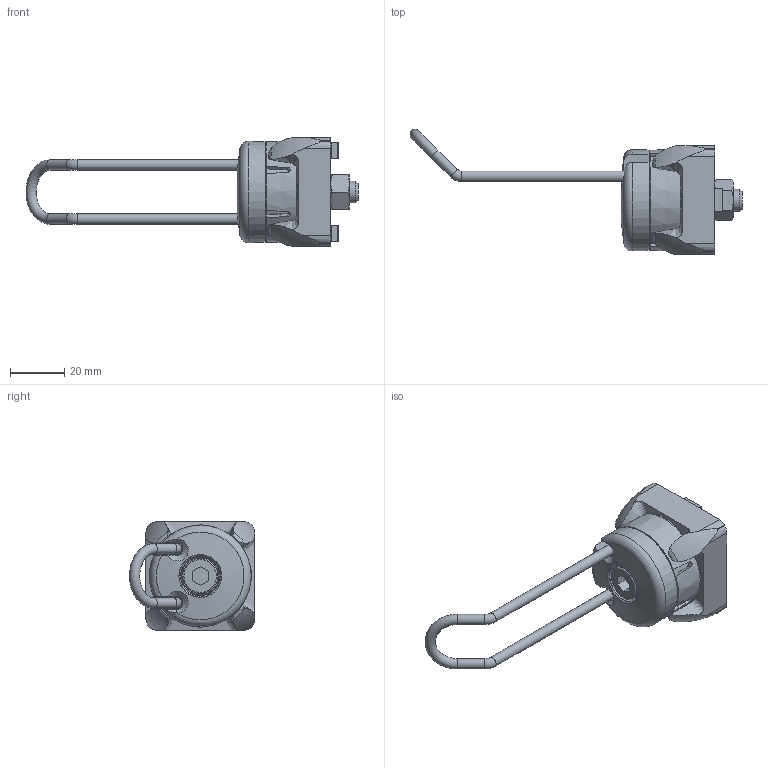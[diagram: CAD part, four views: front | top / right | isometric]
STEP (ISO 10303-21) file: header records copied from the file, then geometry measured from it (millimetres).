
FILE_DESCRIPTION(('FreeCAD Model'),'2;1');
FILE_NAME('Open CASCADE Shape Model','2024-03-20T10:59:59',(''),(''), 'Open CASCADE STEP processor 7.6','FreeCAD','Unknown');
FILE_SCHEMA(('AUTOMOTIVE_DESIGN { 1 0 10303 214 1 1 1 1 }'));
Length unit declared in the file: millimetre
Products named in the file (7): STI8-POCA80; 6TH240NA8020S01_1; 6TH240NA8020S01_2; 6TH240NA8020S01_3; 6TH240NA8020S01_4; 6TH240NA8020S01_5; 6TH240NA8020S01_6
Assembly tree (7 placements, depth 2):
  STI8-POCA80
    6TH240NA8020S01_1
    6TH240NA8020S01_2  x2
    6TH240NA8020S01_3
    6TH240NA8020S01_4
    6TH240NA8020S01_5
    6TH240NA8020S01_6
Bounding box: 122.31 x 46.11 x 40 mm (x, y, z)
Volume: 43501.2 mm3; surface area: 22615.3 mm2
Topology: 7 solids, 7 shells, 391 faces, 1050 edges, 688 vertices
Faces by surface type: plane 163, cylinder 149, torus 40, cone 30, revolution 4, bspline 4, sphere 1
Full cylindrical faces by diameter (mm): 3.8 x8, 6.647 x1, 8 x1, 13 x1
Entity records: 29538 total; most frequent: CARTESIAN_POINT 10875, DIRECTION 3351, ORIENTED_EDGE 1896, PCURVE 1896, DEFINITIONAL_REPRESENTATION 1896, LINE 1698, VECTOR 1698, EDGE_CURVE 948
